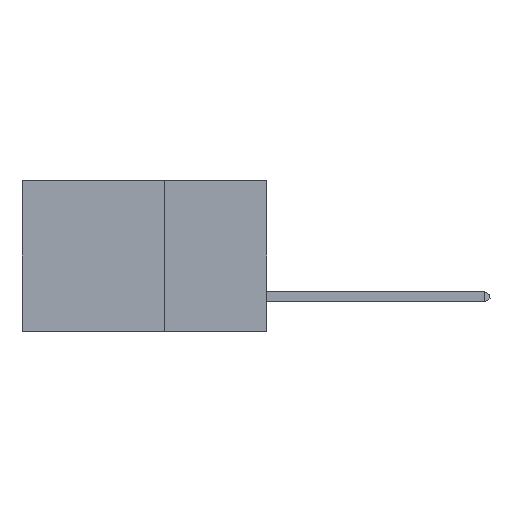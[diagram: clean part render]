
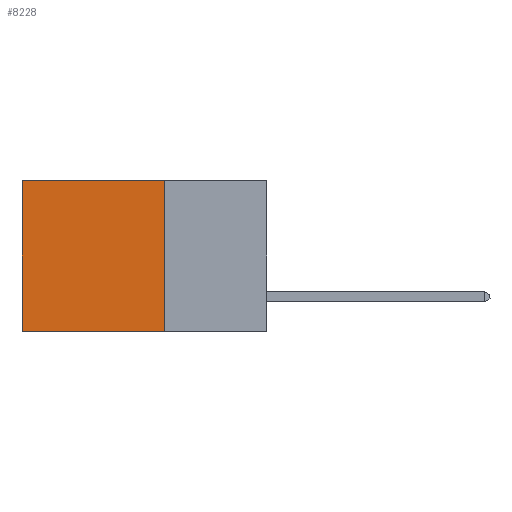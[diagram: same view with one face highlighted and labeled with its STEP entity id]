
A CAD part, left-side view. The second image highlights one B-rep face of the part: STEP entity #8228.
In plain terms, the highlighted planar face has unit normal (-1, 0, 0).
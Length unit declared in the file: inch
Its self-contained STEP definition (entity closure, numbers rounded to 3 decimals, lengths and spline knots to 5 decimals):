
#107 = ORIENTED_EDGE ( 'NONE', *, *, #12068, .F. ) ;
#401 = AXIS2_PLACEMENT_3D ( 'NONE', #9051, #2676, #12359 ) ;
#644 = VERTEX_POINT ( 'NONE', #15800 ) ;
#835 = VERTEX_POINT ( 'NONE', #9457 ) ;
#900 = DIRECTION ( 'NONE',  ( 0., 0., -1. ) ) ;
#1175 = VECTOR ( 'NONE', #10162, 39.37008 ) ;
#1335 = VECTOR ( 'NONE', #9356, 39.37008 ) ;
#1426 = CARTESIAN_POINT ( 'NONE',  ( 0.2875, 0.25, -0.37 ) ) ;
#1528 = ORIENTED_EDGE ( 'NONE', *, *, #15063, .F. ) ;
#2277 = VERTEX_POINT ( 'NONE', #16040 ) ;
#2676 = DIRECTION ( 'NONE',  ( 1., 0., 0. ) ) ;
#3074 = ORIENTED_EDGE ( 'NONE', *, *, #9156, .T. ) ;
#4237 = VECTOR ( 'NONE', #900, 39.37008 ) ;
#4686 = CARTESIAN_POINT ( 'NONE',  ( 0.2875, 0.25, 0. ) ) ;
#6272 = CARTESIAN_POINT ( 'NONE',  ( 0.2875, 0.6, 0. ) ) ;
#6630 = LINE ( 'NONE', #15360, #1335 ) ;
#8020 = VERTEX_POINT ( 'NONE', #10288 ) ;
#8228 = ADVANCED_FACE ( 'NONE', ( #12284 ), #15266, .F. ) ;
#8339 = ORIENTED_EDGE ( 'NONE', *, *, #15117, .T. ) ;
#9051 = CARTESIAN_POINT ( 'NONE',  ( 0.2875, 0.25, 0. ) ) ;
#9156 = EDGE_CURVE ( 'NONE', #8020, #644, #6630, .T. ) ;
#9163 = DIRECTION ( 'NONE',  ( 0., 0., -1. ) ) ;
#9356 = DIRECTION ( 'NONE',  ( 0., 1., 0. ) ) ;
#9380 = LINE ( 'NONE', #6272, #10170 ) ;
#9457 = CARTESIAN_POINT ( 'NONE',  ( 0.2875, 0.25, -0.37 ) ) ;
#10162 = DIRECTION ( 'NONE',  ( 0., 1., 0. ) ) ;
#10170 = VECTOR ( 'NONE', #9163, 39.37008 ) ;
#10288 = CARTESIAN_POINT ( 'NONE',  ( 0.2875, 0.25, 0. ) ) ;
#10344 = LINE ( 'NONE', #1426, #1175 ) ;
#10715 = EDGE_LOOP ( 'NONE', ( #8339, #1528, #107, #3074 ) ) ;
#12068 = EDGE_CURVE ( 'NONE', #8020, #835, #13385, .T. ) ;
#12284 = FACE_OUTER_BOUND ( 'NONE', #10715, .T. ) ;
#12359 = DIRECTION ( 'NONE',  ( 0., 0., -1. ) ) ;
#13385 = LINE ( 'NONE', #4686, #4237 ) ;
#15063 = EDGE_CURVE ( 'NONE', #835, #2277, #10344, .T. ) ;
#15117 = EDGE_CURVE ( 'NONE', #644, #2277, #9380, .T. ) ;
#15266 = PLANE ( 'NONE',  #401 ) ;
#15360 = CARTESIAN_POINT ( 'NONE',  ( 0.2875, 0.25, 0. ) ) ;
#15800 = CARTESIAN_POINT ( 'NONE',  ( 0.2875, 0.6, 0. ) ) ;
#16040 = CARTESIAN_POINT ( 'NONE',  ( 0.2875, 0.6, -0.37 ) ) ;
